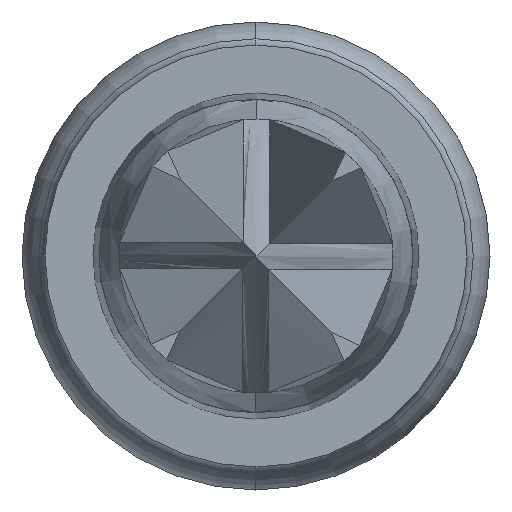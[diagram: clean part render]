
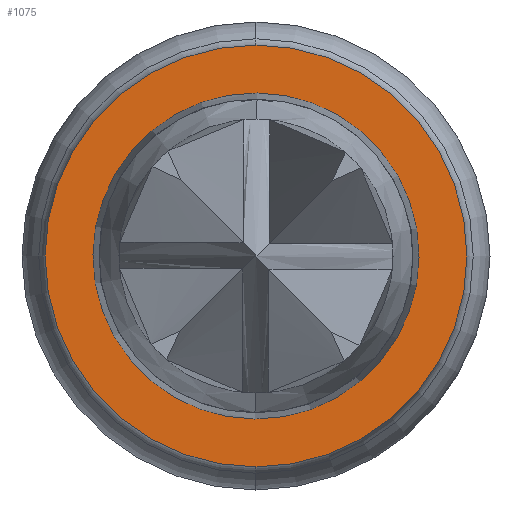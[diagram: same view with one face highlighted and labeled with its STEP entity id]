
A CAD part, left-side view. The second image highlights one B-rep face of the part: STEP entity #1075.
In plain terms, the highlighted planar face has unit normal (-1, 0, 0).
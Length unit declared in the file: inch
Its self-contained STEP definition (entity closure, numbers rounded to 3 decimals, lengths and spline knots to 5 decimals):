
#25 = CARTESIAN_POINT ( 'NONE',  ( 0., 0., 0. ) ) ;
#32 = DIRECTION ( 'NONE',  ( 1., 0., 0. ) ) ;
#45 = EDGE_CURVE ( 'NONE', #1142, #517, #730, .T. ) ;
#140 = CARTESIAN_POINT ( 'NONE',  ( 0., 0.02725, 0. ) ) ;
#292 = CARTESIAN_POINT ( 'NONE',  ( 0., -0.00012, 0.01874 ) ) ;
#366 = AXIS2_PLACEMENT_3D ( 'NONE', #1131, #988, #516 ) ;
#378 = CIRCLE ( 'NONE', #1533, 0.01874 ) ;
#492 = ORIENTED_EDGE ( 'NONE', *, *, #507, .F. ) ;
#500 = FACE_OUTER_BOUND ( 'NONE', #526, .T. ) ;
#507 = EDGE_CURVE ( 'NONE', #1148, #1185, #378, .T. ) ;
#516 = DIRECTION ( 'NONE',  ( 0., 0., -1. ) ) ;
#517 = VERTEX_POINT ( 'NONE', #1034 ) ;
#526 = EDGE_LOOP ( 'NONE', ( #694, #1968 ) ) ;
#694 = ORIENTED_EDGE ( 'NONE', *, *, #916, .F. ) ;
#713 = CARTESIAN_POINT ( 'NONE',  ( 0., 0., 0. ) ) ;
#725 = AXIS2_PLACEMENT_3D ( 'NONE', #713, #1610, #866 ) ;
#729 = PLANE ( 'NONE',  #1862 ) ;
#730 = CIRCLE ( 'NONE', #366, 0.02425 ) ;
#866 = DIRECTION ( 'NONE',  ( 0., 0., -1. ) ) ;
#891 = DIRECTION ( 'NONE',  ( 0., 0., -1. ) ) ;
#902 = FACE_BOUND ( 'NONE', #1024, .T. ) ;
#916 = EDGE_CURVE ( 'NONE', #517, #1142, #1752, .T. ) ;
#988 = DIRECTION ( 'NONE',  ( 1., 0., 0. ) ) ;
#1024 = EDGE_LOOP ( 'NONE', ( #492, #1491 ) ) ;
#1034 = CARTESIAN_POINT ( 'NONE',  ( 0., 0., -0.02425 ) ) ;
#1075 = ADVANCED_FACE ( 'NONE', ( #902, #500 ), #729, .F. ) ;
#1131 = CARTESIAN_POINT ( 'NONE',  ( 0., 0., 0. ) ) ;
#1135 = DIRECTION ( 'NONE',  ( -1., 0., 0. ) ) ;
#1142 = VERTEX_POINT ( 'NONE', #1537 ) ;
#1148 = VERTEX_POINT ( 'NONE', #1963 ) ;
#1185 = VERTEX_POINT ( 'NONE', #292 ) ;
#1188 = DIRECTION ( 'NONE',  ( 0., 0., -1. ) ) ;
#1363 = DIRECTION ( 'NONE',  ( 1., 0., 0. ) ) ;
#1448 = DIRECTION ( 'NONE',  ( 0., 0., -1. ) ) ;
#1452 = AXIS2_PLACEMENT_3D ( 'NONE', #1823, #32, #891 ) ;
#1491 = ORIENTED_EDGE ( 'NONE', *, *, #1847, .F. ) ;
#1532 = CIRCLE ( 'NONE', #725, 0.01874 ) ;
#1533 = AXIS2_PLACEMENT_3D ( 'NONE', #25, #1135, #1188 ) ;
#1537 = CARTESIAN_POINT ( 'NONE',  ( 0., 0., 0.02425 ) ) ;
#1610 = DIRECTION ( 'NONE',  ( -1., 0., 0. ) ) ;
#1752 = CIRCLE ( 'NONE', #1452, 0.02425 ) ;
#1823 = CARTESIAN_POINT ( 'NONE',  ( 0., 0., 0. ) ) ;
#1847 = EDGE_CURVE ( 'NONE', #1185, #1148, #1532, .T. ) ;
#1862 = AXIS2_PLACEMENT_3D ( 'NONE', #140, #1363, #1448 ) ;
#1963 = CARTESIAN_POINT ( 'NONE',  ( 0., 0.00012, -0.01874 ) ) ;
#1968 = ORIENTED_EDGE ( 'NONE', *, *, #45, .F. ) ;
